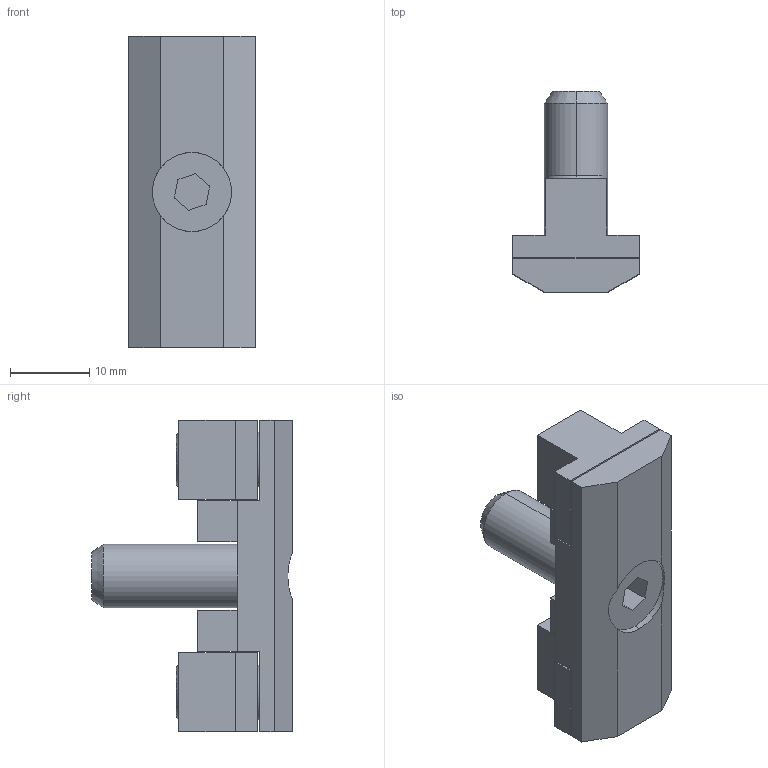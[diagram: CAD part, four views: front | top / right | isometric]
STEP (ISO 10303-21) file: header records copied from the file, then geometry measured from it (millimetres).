
FILE_DESCRIPTION (( 'STEP AP214' ), '1' );
FILE_NAME ('-7121200', '2019-02-04T10:14:06', ( '' ), ('JUGARD+KÜNSTNER GmbH'), 'SwSTEP 2.0', 'SolidWorks 2017', '' );
FILE_SCHEMA (( 'AUTOMOTIVE_DESIGN' ));
Length unit declared in the file: millimetre
Products named in the file (1): -7121200_CNAJF00
Bounding box: 16 x 25.4 x 39.4 mm (x, y, z)
Volume: 6188.2 mm3; surface area: 4044.3 mm2
Topology: 1 solids, 1 shells, 80 faces, 202 edges, 134 vertices
Faces by surface type: plane 66, cylinder 8, cone 6
Entity records: 2412 total; most frequent: CARTESIAN_POINT 423, ORIENTED_EDGE 404, DIRECTION 390, EDGE_CURVE 202, LINE 172, VECTOR 172, VERTEX_POINT 134, AXIS2_PLACEMENT_3D 109
